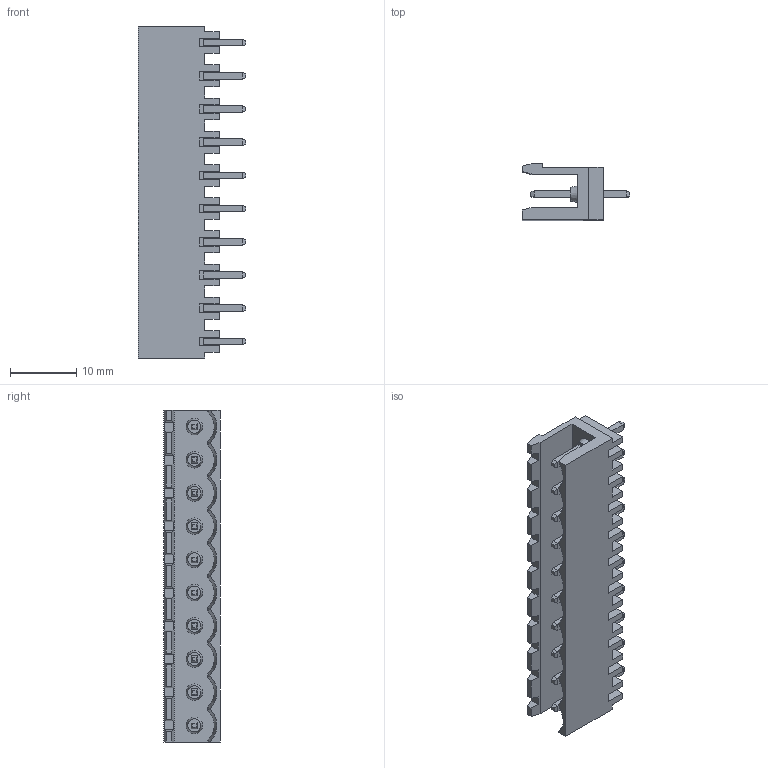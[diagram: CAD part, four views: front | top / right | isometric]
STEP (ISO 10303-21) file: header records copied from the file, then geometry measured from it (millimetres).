
FILE_DESCRIPTION(('STEP AP214'),'1');
FILE_NAME('PV10-5-V.stp','2021-03-31T15:20:30',(' '),(' '),'Spatial InterOp 3D',' ',' ');
FILE_SCHEMA(('automotive_design'));
Length unit declared in the file: metre
Products named in the file (1): 1
Bounding box: 16.2 x 8.5 x 50 mm (x, y, z)
Volume: 2156 mm3; surface area: 4120.2 mm2
Topology: 1 solids, 1 shells, 529 faces, 1342 edges, 858 vertices
Faces by surface type: plane 494, cone 20, cylinder 14, extrusion 1
Entity records: 19634 total; most frequent: CARTESIAN_POINT 2778, ORIENTED_EDGE 2644, DIRECTION 2417, EDGE_CURVE 1322, VECTOR 1243, LINE 1242, VERTEX_POINT 848, AXIS2_PLACEMENT_3D 587
